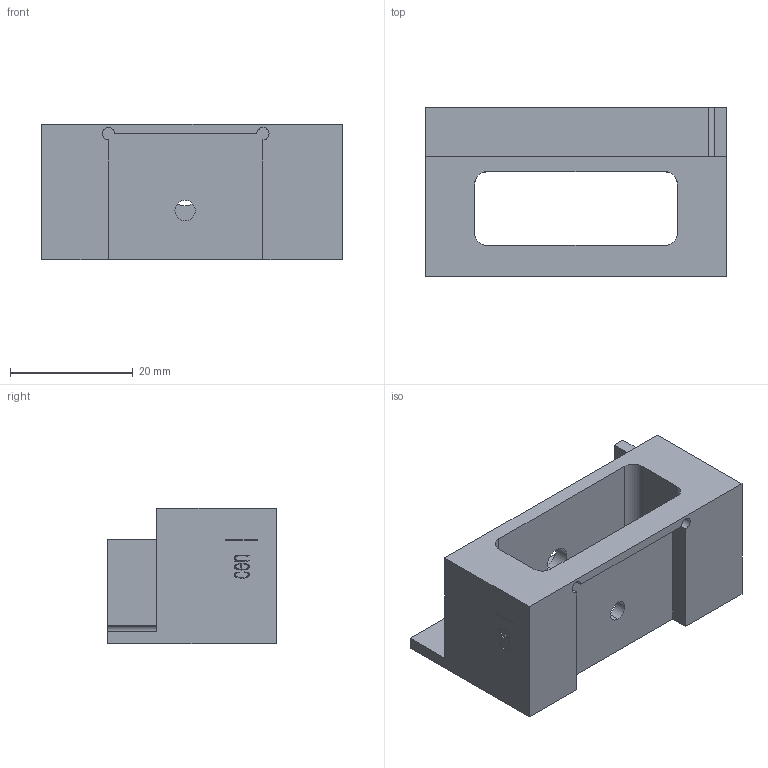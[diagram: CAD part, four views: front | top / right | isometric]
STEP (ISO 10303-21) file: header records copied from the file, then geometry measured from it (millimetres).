
FILE_DESCRIPTION (( 'STEP AP203' ), '1' );
FILE_NAME ('20_adaptor_cam_rail.STEP', '2021-11-03T13:09:35', ( '' ), ( '' ), 'SwSTEP 2.0', 'SolidWorks 2020', '' );
FILE_SCHEMA (( 'CONFIG_CONTROL_DESIGN' ));
Length unit declared in the file: millimetre
Products named in the file (1): 20_adaptor_cam_rail
Bounding box: 49 x 27.45 x 22 mm (x, y, z)
Volume: 11702.6 mm3; surface area: 7420.3 mm2
Topology: 1 solids, 1 shells, 504 faces, 1398 edges, 932 vertices
Faces by surface type: plane 291, bspline 202, cylinder 11
Entity records: 25573 total; most frequent: CARTESIAN_POINT 13949, ORIENTED_EDGE 2796, DIRECTION 1622, EDGE_CURVE 1398, VECTOR 972, LINE 972, VERTEX_POINT 932, EDGE_LOOP 546
